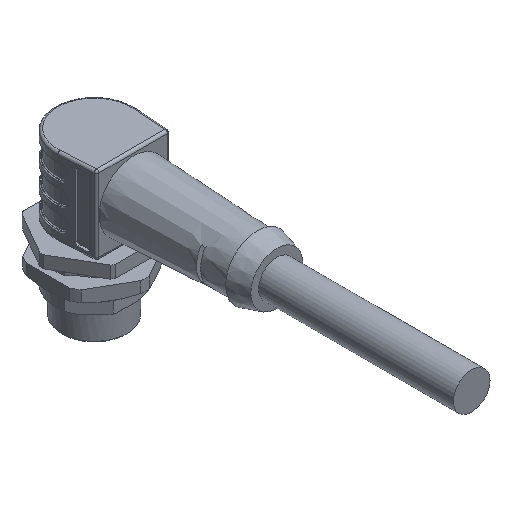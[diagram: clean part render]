
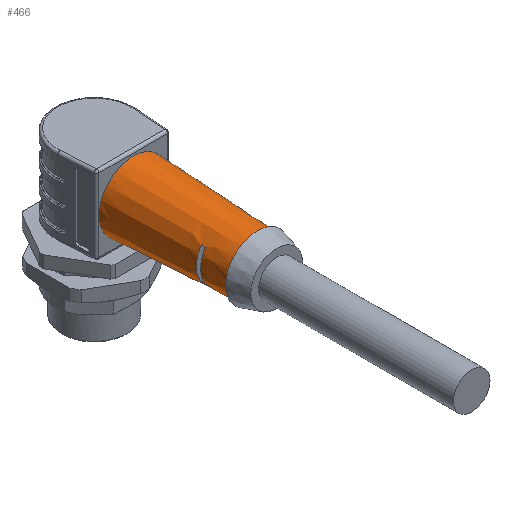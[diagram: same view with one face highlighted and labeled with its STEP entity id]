
A CAD part, isometric view. The second image highlights one B-rep face of the part: STEP entity #466.
In plain terms, the highlighted conical face has half-angle 2.694 degrees and reference radius 7 mm.
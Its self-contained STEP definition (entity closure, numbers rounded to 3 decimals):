
#66=CONICAL_SURFACE('',#5024,7.,2.694);
#134=B_SPLINE_CURVE_WITH_KNOTS('',3,(#7449,#7450,#7451,#7452,#7453,#7454),
 .UNSPECIFIED.,.F.,.F.,(4,2,4),(0.,0.506,1.),.UNSPECIFIED.);
#135=B_SPLINE_CURVE_WITH_KNOTS('',3,(#7464,#7465,#7466,#7467,#7468,#7469),
 .UNSPECIFIED.,.F.,.F.,(4,2,4),(0.,0.494,1.),.UNSPECIFIED.);
#136=B_SPLINE_CURVE_WITH_KNOTS('',3,(#7481,#7482,#7483,#7484,#7485,#7486),
 .UNSPECIFIED.,.F.,.F.,(4,2,4),(0.,0.494,1.),.UNSPECIFIED.);
#137=B_SPLINE_CURVE_WITH_KNOTS('',3,(#7494,#7495,#7496,#7497,#7498,#7499),
 .UNSPECIFIED.,.F.,.F.,(4,2,4),(0.,0.506,1.),.UNSPECIFIED.);
#201=FACE_BOUND('',#1122,.T.);
#202=FACE_BOUND('',#1123,.T.);
#203=FACE_BOUND('',#1124,.T.);
#204=FACE_BOUND('',#1125,.T.);
#466=ADVANCED_FACE('',(#201,#202,#203,#204),#66,.T.);
#1122=EDGE_LOOP('',(#2074));
#1123=EDGE_LOOP('',(#2075));
#1124=EDGE_LOOP('',(#2076,#2077,#2078,#2079));
#1125=EDGE_LOOP('',(#2080,#2081,#2082,#2083));
#1418=CIRCLE('',#4924,6.101);
#1419=CIRCLE('',#4927,6.064);
#1420=CIRCLE('',#4929,6.101);
#1421=CIRCLE('',#4932,6.064);
#1422=CIRCLE('',#4935,5.8);
#1471=CIRCLE('',#5023,7.);
#2074=ORIENTED_EDGE('',*,*,#3751,.T.);
#2075=ORIENTED_EDGE('',*,*,#3652,.F.);
#2076=ORIENTED_EDGE('',*,*,#3651,.F.);
#2077=ORIENTED_EDGE('',*,*,#3650,.T.);
#2078=ORIENTED_EDGE('',*,*,#3647,.F.);
#2079=ORIENTED_EDGE('',*,*,#3644,.F.);
#2080=ORIENTED_EDGE('',*,*,#3643,.F.);
#2081=ORIENTED_EDGE('',*,*,#3641,.F.);
#2082=ORIENTED_EDGE('',*,*,#3640,.T.);
#2083=ORIENTED_EDGE('',*,*,#3636,.F.);
#3157=VERTEX_POINT('',#7455);
#3158=VERTEX_POINT('',#7456);
#3159=VERTEX_POINT('',#7461);
#3160=VERTEX_POINT('',#7470);
#3161=VERTEX_POINT('',#7476);
#3162=VERTEX_POINT('',#7477);
#3163=VERTEX_POINT('',#7487);
#3164=VERTEX_POINT('',#7491);
#3165=VERTEX_POINT('',#7502);
#3228=VERTEX_POINT('',#7817);
#3636=EDGE_CURVE('',#3157,#3158,#134,.T.);
#3640=EDGE_CURVE('',#3159,#3158,#1418,.T.);
#3641=EDGE_CURVE('',#3159,#3160,#135,.T.);
#3643=EDGE_CURVE('',#3160,#3157,#1419,.T.);
#3644=EDGE_CURVE('',#3161,#3162,#1420,.T.);
#3647=EDGE_CURVE('',#3162,#3163,#136,.T.);
#3650=EDGE_CURVE('',#3164,#3163,#1421,.T.);
#3651=EDGE_CURVE('',#3164,#3161,#137,.T.);
#3652=EDGE_CURVE('',#3165,#3165,#1422,.T.);
#3751=EDGE_CURVE('',#3228,#3228,#1471,.T.);
#4924=AXIS2_PLACEMENT_3D('',#7462,#5681,#5682);
#4927=AXIS2_PLACEMENT_3D('',#7473,#5688,#5689);
#4929=AXIS2_PLACEMENT_3D('',#7475,#5692,#5693);
#4932=AXIS2_PLACEMENT_3D('',#7492,#5702,#5703);
#4935=AXIS2_PLACEMENT_3D('',#7501,#5708,#5709);
#5023=AXIS2_PLACEMENT_3D('',#7816,#5928,#5929);
#5024=AXIS2_PLACEMENT_3D('',#7818,#5930,#5931);
#5681=DIRECTION('',(0.,1.,0.));
#5682=DIRECTION('',(0.,0.,1.));
#5688=DIRECTION('',(0.,1.,0.));
#5689=DIRECTION('',(0.,0.,1.));
#5692=DIRECTION('',(0.,-1.,0.));
#5693=DIRECTION('',(0.,0.,-1.));
#5702=DIRECTION('',(0.,-1.,0.));
#5703=DIRECTION('',(0.,0.,-1.));
#5708=DIRECTION('',(0.,-1.,0.));
#5709=DIRECTION('',(0.,0.,-1.));
#5928=DIRECTION('',(0.,-1.,0.));
#5929=DIRECTION('',(-1.,0.,0.));
#5930=DIRECTION('',(0.,1.,0.));
#5931=DIRECTION('',(0.,0.,1.));
#7449=CARTESIAN_POINT('',(55.119,22.1,4.75));
#7450=CARTESIAN_POINT('',(55.126,22.235,4.75));
#7451=CARTESIAN_POINT('',(55.134,22.37,4.75));
#7452=CARTESIAN_POINT('',(55.149,22.636,4.75));
#7453=CARTESIAN_POINT('',(55.156,22.768,4.75));
#7454=CARTESIAN_POINT('',(55.164,22.9,4.75));
#7455=CARTESIAN_POINT('',(55.119,22.1,4.75));
#7456=CARTESIAN_POINT('',(55.164,22.9,4.75));
#7461=CARTESIAN_POINT('',(55.164,22.9,11.25));
#7462=CARTESIAN_POINT('',(50.,22.9,8.));
#7464=CARTESIAN_POINT('',(55.164,22.9,11.25));
#7465=CARTESIAN_POINT('',(55.156,22.768,11.25));
#7466=CARTESIAN_POINT('',(55.149,22.636,11.25));
#7467=CARTESIAN_POINT('',(55.134,22.37,11.25));
#7468=CARTESIAN_POINT('',(55.126,22.235,11.25));
#7469=CARTESIAN_POINT('',(55.119,22.1,11.25));
#7470=CARTESIAN_POINT('',(55.119,22.1,11.25));
#7473=CARTESIAN_POINT('',(50.,22.1,8.));
#7475=CARTESIAN_POINT('',(50.,22.9,8.));
#7476=CARTESIAN_POINT('',(44.836,22.9,11.25));
#7477=CARTESIAN_POINT('',(44.836,22.9,4.75));
#7481=CARTESIAN_POINT('',(44.836,22.9,4.75));
#7482=CARTESIAN_POINT('',(44.844,22.768,4.75));
#7483=CARTESIAN_POINT('',(44.851,22.636,4.75));
#7484=CARTESIAN_POINT('',(44.866,22.37,4.75));
#7485=CARTESIAN_POINT('',(44.874,22.235,4.75));
#7486=CARTESIAN_POINT('',(44.881,22.1,4.75));
#7487=CARTESIAN_POINT('',(44.881,22.1,4.75));
#7491=CARTESIAN_POINT('',(44.881,22.1,11.25));
#7492=CARTESIAN_POINT('',(50.,22.1,8.));
#7494=CARTESIAN_POINT('',(44.881,22.1,11.25));
#7495=CARTESIAN_POINT('',(44.874,22.235,11.25));
#7496=CARTESIAN_POINT('',(44.866,22.37,11.25));
#7497=CARTESIAN_POINT('',(44.851,22.636,11.25));
#7498=CARTESIAN_POINT('',(44.844,22.768,11.25));
#7499=CARTESIAN_POINT('',(44.836,22.9,11.25));
#7501=CARTESIAN_POINT('',(50.,16.5,8.));
#7502=CARTESIAN_POINT('',(50.,16.5,2.2));
#7816=CARTESIAN_POINT('',(50.,42.,8.));
#7817=CARTESIAN_POINT('',(43.,42.,8.));
#7818=CARTESIAN_POINT('',(50.,42.,8.));
